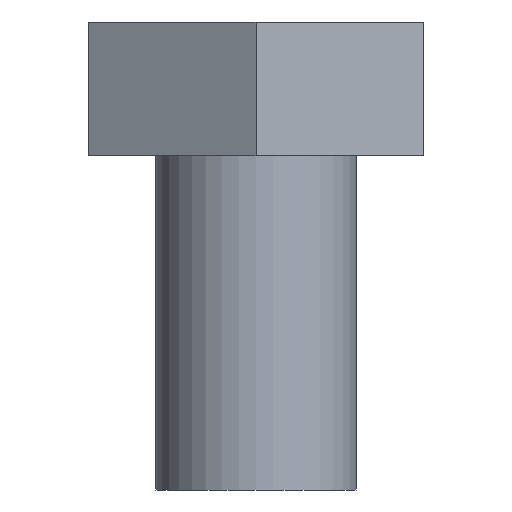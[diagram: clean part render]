
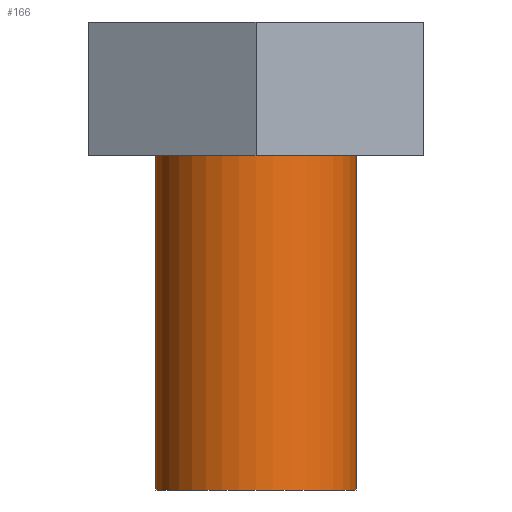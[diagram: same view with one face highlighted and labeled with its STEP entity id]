
A CAD part, front view. The second image highlights one B-rep face of the part: STEP entity #166.
In plain terms, the highlighted cylindrical face has radius 3 mm (diameter 6 mm), a partial arc.
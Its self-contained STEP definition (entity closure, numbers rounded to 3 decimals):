
#19 = VERTEX_POINT ( 'NONE', #367 ) ;
#21 = EDGE_CURVE ( 'NONE', #62, #19, #366, .T. ) ;
#43 = EDGE_CURVE ( 'NONE', #61, #44, #389, .T. ) ;
#44 = VERTEX_POINT ( 'NONE', #449 ) ;
#61 = VERTEX_POINT ( 'NONE', #419 ) ;
#62 = VERTEX_POINT ( 'NONE', #418 ) ;
#161 = EDGE_CURVE ( 'NONE', #62, #61, #593, .T. ) ;
#162 = ORIENTED_EDGE ( 'NONE', *, *, #21, .T. ) ;
#163 = ORIENTED_EDGE ( 'NONE', *, *, #174, .T. ) ;
#166 = ADVANCED_FACE ( 'NONE', ( #588 ), #587, .T. ) ;
#167 = EDGE_LOOP ( 'NONE', ( #168, #169, #162, #163 ) ) ;
#168 = ORIENTED_EDGE ( 'NONE', *, *, #43, .F. ) ;
#169 = ORIENTED_EDGE ( 'NONE', *, *, #161, .F. ) ;
#174 = EDGE_CURVE ( 'NONE', #19, #44, #634, .T. ) ;
#363 = DIRECTION ( 'NONE',  ( 0., 0., 1. ) ) ;
#364 = VECTOR ( 'NONE', #363, 1000. ) ;
#365 = CARTESIAN_POINT ( 'NONE',  ( 3., 0., -10. ) ) ;
#366 = LINE ( 'NONE', #365, #364 ) ;
#367 = CARTESIAN_POINT ( 'NONE',  ( 3., 0., 0. ) ) ;
#386 = DIRECTION ( 'NONE',  ( 0., 0., 1. ) ) ;
#387 = VECTOR ( 'NONE', #386, 1000. ) ;
#388 = CARTESIAN_POINT ( 'NONE',  ( -3., 0., -10. ) ) ;
#389 = LINE ( 'NONE', #388, #387 ) ;
#418 = CARTESIAN_POINT ( 'NONE',  ( 3., 0., -10. ) ) ;
#419 = CARTESIAN_POINT ( 'NONE',  ( -3., 0., -10. ) ) ;
#449 = CARTESIAN_POINT ( 'NONE',  ( -3., 0., 0. ) ) ;
#582 = DIRECTION ( 'NONE',  ( 1., 0., 0. ) ) ;
#583 = DIRECTION ( 'NONE',  ( 0., 0., 1. ) ) ;
#584 = CARTESIAN_POINT ( 'NONE',  ( 0., 0., -10. ) ) ;
#585 = AXIS2_PLACEMENT_3D ( 'NONE', #584, #583, #582 ) ;
#587 = CYLINDRICAL_SURFACE ( 'NONE', #585, 3. ) ;
#588 = FACE_OUTER_BOUND ( 'NONE', #167, .T. ) ;
#589 = DIRECTION ( 'NONE',  ( -1., 0., 0. ) ) ;
#590 = DIRECTION ( 'NONE',  ( 0., 0., -1. ) ) ;
#591 = CARTESIAN_POINT ( 'NONE',  ( 0., 0., -10. ) ) ;
#592 = AXIS2_PLACEMENT_3D ( 'NONE', #591, #590, #589 ) ;
#593 = CIRCLE ( 'NONE', #592, 3. ) ;
#630 = DIRECTION ( 'NONE',  ( 1., 0., 0. ) ) ;
#631 = DIRECTION ( 'NONE',  ( 0., 0., -1. ) ) ;
#632 = CARTESIAN_POINT ( 'NONE',  ( 0., 0., 0. ) ) ;
#633 = AXIS2_PLACEMENT_3D ( 'NONE', #632, #631, #630 ) ;
#634 = CIRCLE ( 'NONE', #633, 3. ) ;
